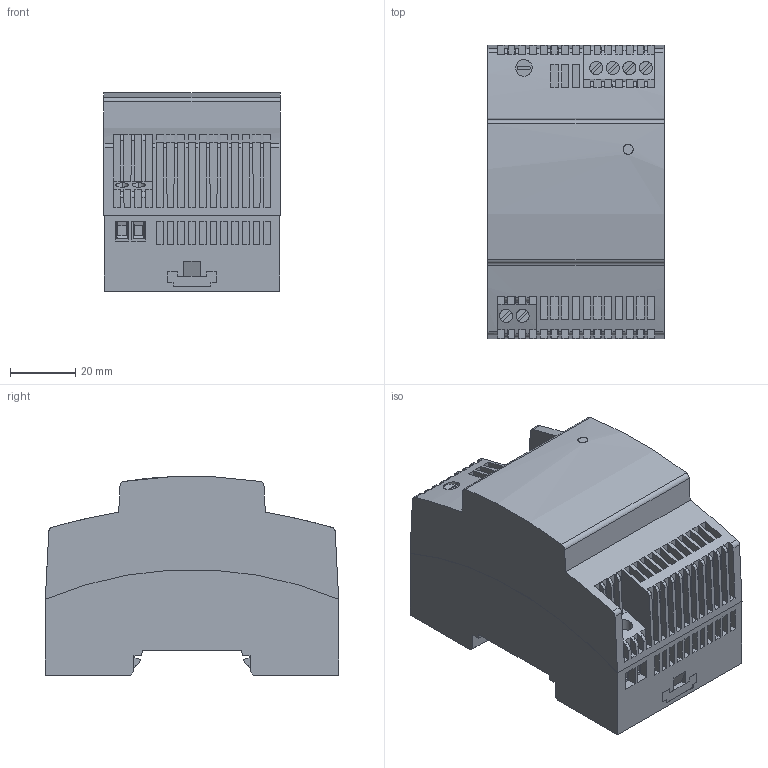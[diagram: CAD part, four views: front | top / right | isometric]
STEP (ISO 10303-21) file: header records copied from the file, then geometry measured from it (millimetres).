
FILE_DESCRIPTION(('Creo Elements/Direct Modeling STEP Export'),'2;1');
FILE_NAME('model.stp','2018-03-19T17:52:37',(''),(''),'Creo Elements/Direct Modeling STEP processor for AP214 (Solid Model)','Creo Elements/Direct Modeling 18.1I 14-Aug-2016 (C) Parametric Technology GmbH','');
FILE_SCHEMA(('AUTOMOTIVE_DESIGN { 1 0 10303 214 1 1 1 1 }'));
Length unit declared in the file: millimetre
Products named in the file (2): STEP_PS_1AC_24DC_1.75-select
Assembly tree (1 placements, depth 2):
  STEP_PS_1AC_24DC_1.75-select
    STEP_PS_1AC_24DC_1.75-select
Bounding box: 54 x 90 x 60.83 mm (x, y, z)
Volume: 235260.1 mm3; surface area: 32035.7 mm2
Topology: 1 solids, 1 shells, 703 faces, 1848 edges, 1197 vertices
Faces by surface type: plane 635, cylinder 68
Entity records: 27121 total; most frequent: CARTESIAN_POINT 4054, ORIENTED_EDGE 3696, DIRECTION 3428, EDGE_CURVE 1848, VECTOR 1544, LINE 1544, VERTEX_POINT 1197, AXIS2_PLACEMENT_3D 942
